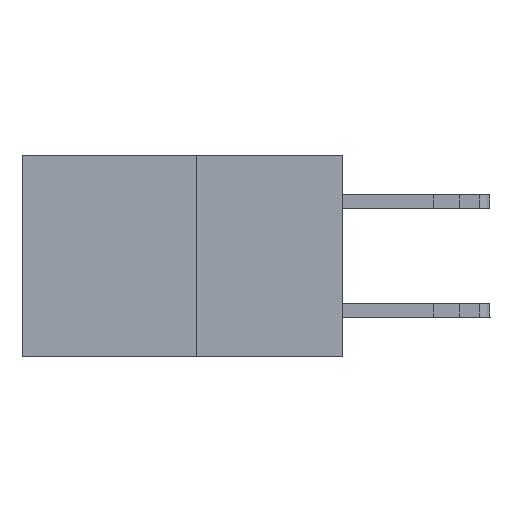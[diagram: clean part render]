
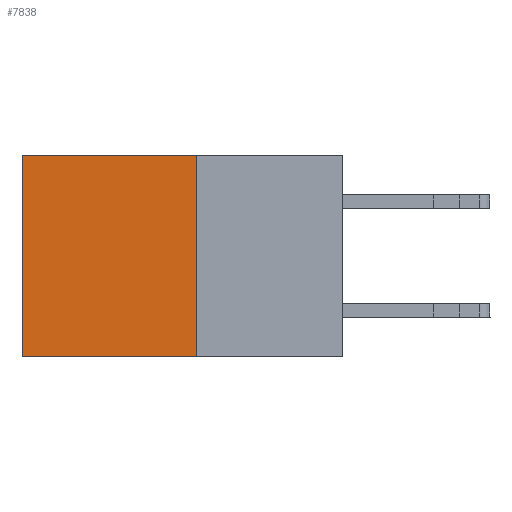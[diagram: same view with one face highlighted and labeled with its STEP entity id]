
A CAD part, left-side view. The second image highlights one B-rep face of the part: STEP entity #7838.
In plain terms, the highlighted planar face has unit normal (-1, 0, 0).
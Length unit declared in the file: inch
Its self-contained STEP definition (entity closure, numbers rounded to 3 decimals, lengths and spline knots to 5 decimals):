
#363 = EDGE_CURVE ( 'NONE', #19050, #3787, #13833, .T. ) ;
#1512 = EDGE_CURVE ( 'NONE', #12990, #23188, #23104, .T. ) ;
#3664 = LINE ( 'NONE', #22163, #22706 ) ;
#3787 = VERTEX_POINT ( 'NONE', #6820 ) ;
#3986 = VECTOR ( 'NONE', #9824, 39.37008 ) ;
#4622 = EDGE_CURVE ( 'NONE', #3787, #23188, #3664, .T. ) ;
#5914 = ORIENTED_EDGE ( 'NONE', *, *, #17183, .T. ) ;
#6820 = CARTESIAN_POINT ( 'NONE',  ( 0.277, 0.27, -0.37 ) ) ;
#7838 = ADVANCED_FACE ( 'NONE', ( #9737 ), #12952, .F. ) ;
#8680 = ORIENTED_EDGE ( 'NONE', *, *, #363, .F. ) ;
#8862 = DIRECTION ( 'NONE',  ( 0., 0., -1. ) ) ;
#9349 = CARTESIAN_POINT ( 'NONE',  ( 0.277, 0.27, -0.37 ) ) ;
#9737 = FACE_OUTER_BOUND ( 'NONE', #17777, .T. ) ;
#9824 = DIRECTION ( 'NONE',  ( 0., 0., -1. ) ) ;
#11121 = CARTESIAN_POINT ( 'NONE',  ( 0.277, 0.59, 0. ) ) ;
#12632 = DIRECTION ( 'NONE',  ( 0., 0., -1. ) ) ;
#12638 = DIRECTION ( 'NONE',  ( 1., 0., 0. ) ) ;
#12660 = CARTESIAN_POINT ( 'NONE',  ( 0.277, 0.27, -0.37 ) ) ;
#12677 = VECTOR ( 'NONE', #17583, 39.37008 ) ;
#12952 = PLANE ( 'NONE',  #16381 ) ;
#12990 = VERTEX_POINT ( 'NONE', #11121 ) ;
#13568 = ORIENTED_EDGE ( 'NONE', *, *, #1512, .T. ) ;
#13833 = LINE ( 'NONE', #9349, #3986 ) ;
#15572 = CARTESIAN_POINT ( 'NONE',  ( 0.277, 0.59, -0.37 ) ) ;
#15717 = CARTESIAN_POINT ( 'NONE',  ( 0.277, 0.27, 0. ) ) ;
#16381 = AXIS2_PLACEMENT_3D ( 'NONE', #12660, #12638, #12632 ) ;
#16772 = DIRECTION ( 'NONE',  ( 0., 1., 0. ) ) ;
#17183 = EDGE_CURVE ( 'NONE', #19050, #12990, #22497, .T. ) ;
#17583 = DIRECTION ( 'NONE',  ( 0., 1., 0. ) ) ;
#17693 = VECTOR ( 'NONE', #8862, 39.37008 ) ;
#17777 = EDGE_LOOP ( 'NONE', ( #13568, #22359, #8680, #5914 ) ) ;
#18812 = CARTESIAN_POINT ( 'NONE',  ( 0.277, 0.27, 0. ) ) ;
#19050 = VERTEX_POINT ( 'NONE', #18812 ) ;
#20872 = CARTESIAN_POINT ( 'NONE',  ( 0.277, 0.59, -0.37 ) ) ;
#22163 = CARTESIAN_POINT ( 'NONE',  ( 0.277, 0.27, -0.37 ) ) ;
#22359 = ORIENTED_EDGE ( 'NONE', *, *, #4622, .F. ) ;
#22497 = LINE ( 'NONE', #15717, #12677 ) ;
#22706 = VECTOR ( 'NONE', #16772, 39.37008 ) ;
#23104 = LINE ( 'NONE', #20872, #17693 ) ;
#23188 = VERTEX_POINT ( 'NONE', #15572 ) ;
